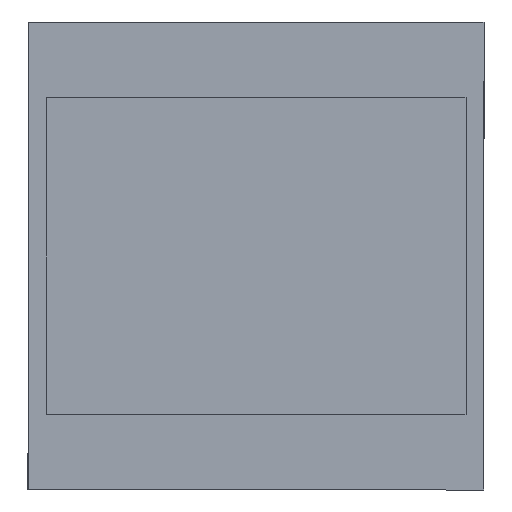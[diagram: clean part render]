
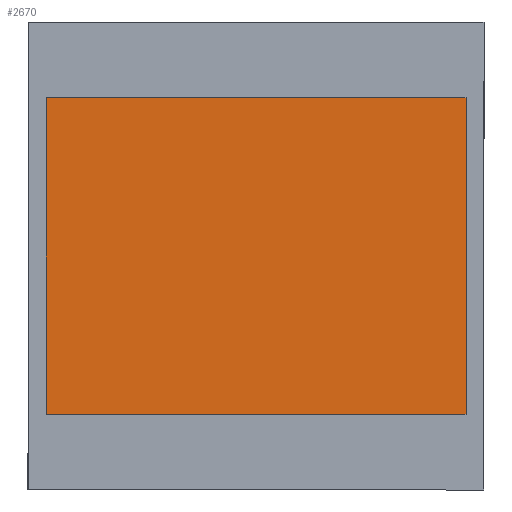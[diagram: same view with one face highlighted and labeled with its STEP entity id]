
A CAD part, front view. The second image highlights one B-rep face of the part: STEP entity #2670.
In plain terms, the highlighted planar face has unit normal (0, -1, 0).
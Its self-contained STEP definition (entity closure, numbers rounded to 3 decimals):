
#163 = FACE_OUTER_BOUND ( 'NONE', #2009, .T. ) ;
#275 = DIRECTION ( 'NONE',  ( 1., 0., 0. ) ) ;
#907 = VERTEX_POINT ( 'NONE', #6857 ) ;
#1528 = AXIS2_PLACEMENT_3D ( 'NONE', #3804, #5792, #9676 ) ;
#1587 = DIRECTION ( 'NONE',  ( 1., 0., 0. ) ) ;
#1688 = CARTESIAN_POINT ( 'NONE',  ( 17.5, 0., 13.2 ) ) ;
#2009 = EDGE_LOOP ( 'NONE', ( #2568, #4082, #4397, #4448 ) ) ;
#2568 = ORIENTED_EDGE ( 'NONE', *, *, #6577, .T. ) ;
#2670 = ADVANCED_FACE ( 'NONE', ( #163 ), #6415, .F. ) ;
#3371 = VECTOR ( 'NONE', #5124, 1000. ) ;
#3804 = CARTESIAN_POINT ( 'NONE',  ( -17.5, 0., 13.2 ) ) ;
#4082 = ORIENTED_EDGE ( 'NONE', *, *, #5633, .F. ) ;
#4273 = DIRECTION ( 'NONE',  ( 0., 0., -1. ) ) ;
#4314 = CARTESIAN_POINT ( 'NONE',  ( 17.5, 0., 13.2 ) ) ;
#4397 = ORIENTED_EDGE ( 'NONE', *, *, #7759, .F. ) ;
#4448 = ORIENTED_EDGE ( 'NONE', *, *, #8510, .T. ) ;
#4861 = LINE ( 'NONE', #4314, #9439 ) ;
#5124 = DIRECTION ( 'NONE',  ( 0., 0., -1. ) ) ;
#5137 = CARTESIAN_POINT ( 'NONE',  ( -17.5, 0., 13.2 ) ) ;
#5633 = EDGE_CURVE ( 'NONE', #7952, #907, #4861, .T. ) ;
#5792 = DIRECTION ( 'NONE',  ( 0., 1., 0. ) ) ;
#6308 = CARTESIAN_POINT ( 'NONE',  ( -17.5, 0., 13.2 ) ) ;
#6415 = PLANE ( 'NONE',  #1528 ) ;
#6506 = VECTOR ( 'NONE', #1587, 1000. ) ;
#6577 = EDGE_CURVE ( 'NONE', #9693, #907, #7960, .T. ) ;
#6825 = CARTESIAN_POINT ( 'NONE',  ( -17.5, 0., -13.2 ) ) ;
#6857 = CARTESIAN_POINT ( 'NONE',  ( 17.5, 0., -13.2 ) ) ;
#7710 = CARTESIAN_POINT ( 'NONE',  ( -17.5, 0., -13.2 ) ) ;
#7759 = EDGE_CURVE ( 'NONE', #10403, #7952, #8830, .T. ) ;
#7952 = VERTEX_POINT ( 'NONE', #1688 ) ;
#7960 = LINE ( 'NONE', #6825, #6506 ) ;
#8193 = CARTESIAN_POINT ( 'NONE',  ( -17.5, 0., 13.2 ) ) ;
#8510 = EDGE_CURVE ( 'NONE', #10403, #9693, #10291, .T. ) ;
#8830 = LINE ( 'NONE', #6308, #11085 ) ;
#9439 = VECTOR ( 'NONE', #4273, 1000. ) ;
#9676 = DIRECTION ( 'NONE',  ( 0., 0., 1. ) ) ;
#9693 = VERTEX_POINT ( 'NONE', #7710 ) ;
#10291 = LINE ( 'NONE', #5137, #3371 ) ;
#10403 = VERTEX_POINT ( 'NONE', #8193 ) ;
#11085 = VECTOR ( 'NONE', #275, 1000. ) ;
